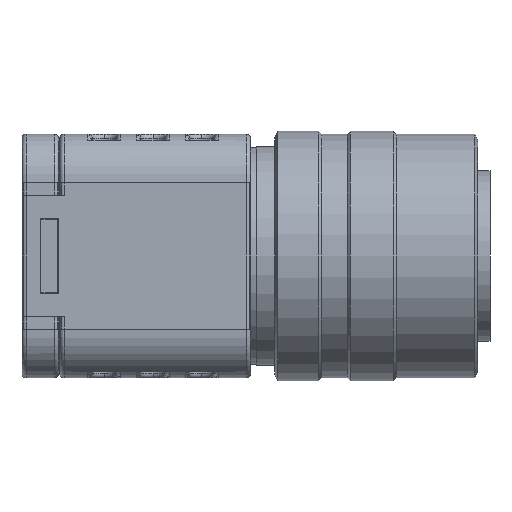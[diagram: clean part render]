
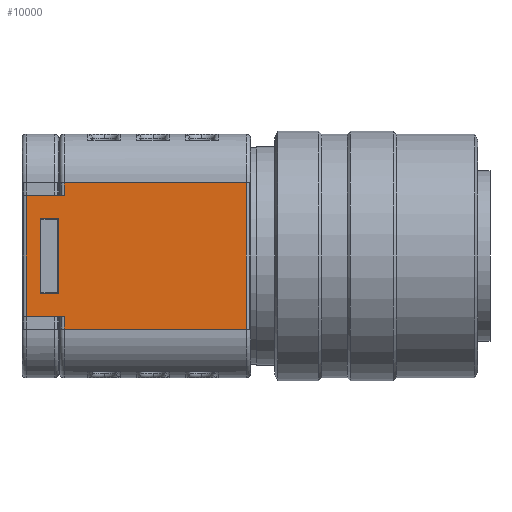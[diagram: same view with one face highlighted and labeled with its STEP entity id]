
A CAD part, left-side view. The second image highlights one B-rep face of the part: STEP entity #10000.
In plain terms, the highlighted planar face has unit normal (-1, 0, 0).
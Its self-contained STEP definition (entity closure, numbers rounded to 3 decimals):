
#1251=CARTESIAN_POINT('',(-10.0,0.35,6.0));
#1252=VERTEX_POINT('',#1251);
#1260=CARTESIAN_POINT('',(-10.0,0.35,-6.0));
#1261=VERTEX_POINT('',#1260);
#1262=CARTESIAN_POINT('',(-10.0,0.35,6.0));
#1263=DIRECTION('',(0.0,0.0,-1.0));
#1264=VECTOR('',#1263,12.0);
#1265=LINE('',#1262,#1264);
#1266=EDGE_CURVE('',#1252,#1261,#1265,.T.);
#2375=CARTESIAN_POINT('',(-10.0,18.4,-4.95));
#2376=VERTEX_POINT('',#2375);
#2384=CARTESIAN_POINT('',(-10.0,18.4,4.95));
#2385=VERTEX_POINT('',#2384);
#2386=CARTESIAN_POINT('',(-10.0,18.4,-4.95));
#2387=DIRECTION('',(0.0,0.0,1.0));
#2388=VECTOR('',#2387,9.9);
#2389=LINE('',#2386,#2388);
#2390=EDGE_CURVE('',#2376,#2385,#2389,.T.);
#6313=CARTESIAN_POINT('',(-10.0,15.3,4.95));
#6314=VERTEX_POINT('',#6313);
#6315=CARTESIAN_POINT('',(-10.0,18.4,4.95));
#6316=DIRECTION('',(0.0,-1.0,0.0));
#6317=VECTOR('',#6316,3.1);
#6318=LINE('',#6315,#6317);
#6319=EDGE_CURVE('',#2385,#6314,#6318,.T.);
#6736=CARTESIAN_POINT('',(-10.0,15.3,6.0));
#6737=VERTEX_POINT('',#6736);
#6745=CARTESIAN_POINT('',(-10.0,0.35,6.0));
#6746=DIRECTION('',(0.0,1.0,0.0));
#6747=VECTOR('',#6746,14.95);
#6748=LINE('',#6745,#6747);
#6749=EDGE_CURVE('',#1252,#6737,#6748,.T.);
#7557=CARTESIAN_POINT('',(-10.0,15.3,-6.0));
#7558=VERTEX_POINT('',#7557);
#7559=CARTESIAN_POINT('',(-10.0,0.35,-6.0));
#7560=DIRECTION('',(0.0,1.0,0.0));
#7561=VECTOR('',#7560,14.95);
#7562=LINE('',#7559,#7561);
#7563=EDGE_CURVE('',#1261,#7558,#7562,.T.);
#8663=CARTESIAN_POINT('',(-10.0,15.3,4.95));
#8664=DIRECTION('',(0.0,0.0,1.0));
#8665=VECTOR('',#8664,1.05);
#8666=LINE('',#8663,#8665);
#8667=EDGE_CURVE('',#6314,#6737,#8666,.T.);
#8680=CARTESIAN_POINT('',(-10.0,15.3,-4.95));
#8681=VERTEX_POINT('',#8680);
#8682=CARTESIAN_POINT('',(-10.0,15.3,-6.0));
#8683=DIRECTION('',(0.0,0.0,1.0));
#8684=VECTOR('',#8683,1.05);
#8685=LINE('',#8682,#8684);
#8686=EDGE_CURVE('',#7558,#8681,#8685,.T.);
#9811=CARTESIAN_POINT('',(-10.0,15.3,-4.95));
#9812=DIRECTION('',(0.0,1.0,0.0));
#9813=VECTOR('',#9812,3.1);
#9814=LINE('',#9811,#9813);
#9815=EDGE_CURVE('',#8681,#2376,#9814,.T.);
#9836=CARTESIAN_POINT('',(-10.0,15.75,3.05));
#9837=VERTEX_POINT('',#9836);
#9844=CARTESIAN_POINT('',(-10.0,17.25,3.05));
#9845=VERTEX_POINT('',#9844);
#9846=CARTESIAN_POINT('',(-10.0,17.25,3.05));
#9847=DIRECTION('',(0.0,-1.0,0.0));
#9848=VECTOR('',#9847,1.5);
#9849=LINE('',#9846,#9848);
#9850=EDGE_CURVE('',#9845,#9837,#9849,.T.);
#9875=CARTESIAN_POINT('',(-10.0,17.25,-3.05));
#9876=VERTEX_POINT('',#9875);
#9877=CARTESIAN_POINT('',(-10.0,17.25,-3.05));
#9878=DIRECTION('',(0.0,0.0,1.0));
#9879=VECTOR('',#9878,6.1);
#9880=LINE('',#9877,#9879);
#9881=EDGE_CURVE('',#9876,#9845,#9880,.T.);
#9906=CARTESIAN_POINT('',(-10.0,15.75,-3.05));
#9907=VERTEX_POINT('',#9906);
#9908=CARTESIAN_POINT('',(-10.0,15.75,-3.05));
#9909=DIRECTION('',(0.0,1.0,0.0));
#9910=VECTOR('',#9909,1.5);
#9911=LINE('',#9908,#9910);
#9912=EDGE_CURVE('',#9907,#9876,#9911,.T.);
#9974=CARTESIAN_POINT('',(-10.0,0.0,6.0));
#9975=DIRECTION('',(-1.0,0.0,0.0));
#9976=DIRECTION('',(0.0,0.0,1.0));
#9977=AXIS2_PLACEMENT_3D('',#9974,#9975,#9976);
#9978=PLANE('',#9977);
#9979=ORIENTED_EDGE('',*,*,#2390,.F.);
#9980=ORIENTED_EDGE('',*,*,#9815,.F.);
#9981=ORIENTED_EDGE('',*,*,#8686,.F.);
#9982=ORIENTED_EDGE('',*,*,#7563,.F.);
#9983=ORIENTED_EDGE('',*,*,#1266,.F.);
#9984=ORIENTED_EDGE('',*,*,#6749,.T.);
#9985=ORIENTED_EDGE('',*,*,#8667,.F.);
#9986=ORIENTED_EDGE('',*,*,#6319,.F.);
#9987=EDGE_LOOP('',(#9979,#9980,#9981,#9982,#9983,#9984,#9985,#9986));
#9988=FACE_OUTER_BOUND('',#9987,.T.);
#9989=CARTESIAN_POINT('',(-10.0,15.75,3.05));
#9990=DIRECTION('',(0.0,0.0,-1.0));
#9991=VECTOR('',#9990,6.1);
#9992=LINE('',#9989,#9991);
#9993=EDGE_CURVE('',#9837,#9907,#9992,.T.);
#9994=ORIENTED_EDGE('',*,*,#9993,.T.);
#9995=ORIENTED_EDGE('',*,*,#9912,.T.);
#9996=ORIENTED_EDGE('',*,*,#9881,.T.);
#9997=ORIENTED_EDGE('',*,*,#9850,.T.);
#9998=EDGE_LOOP('',(#9994,#9995,#9996,#9997));
#9999=FACE_BOUND('',#9998,.T.);
#10000=ADVANCED_FACE('',(#9988,#9999),#9978,.T.);
